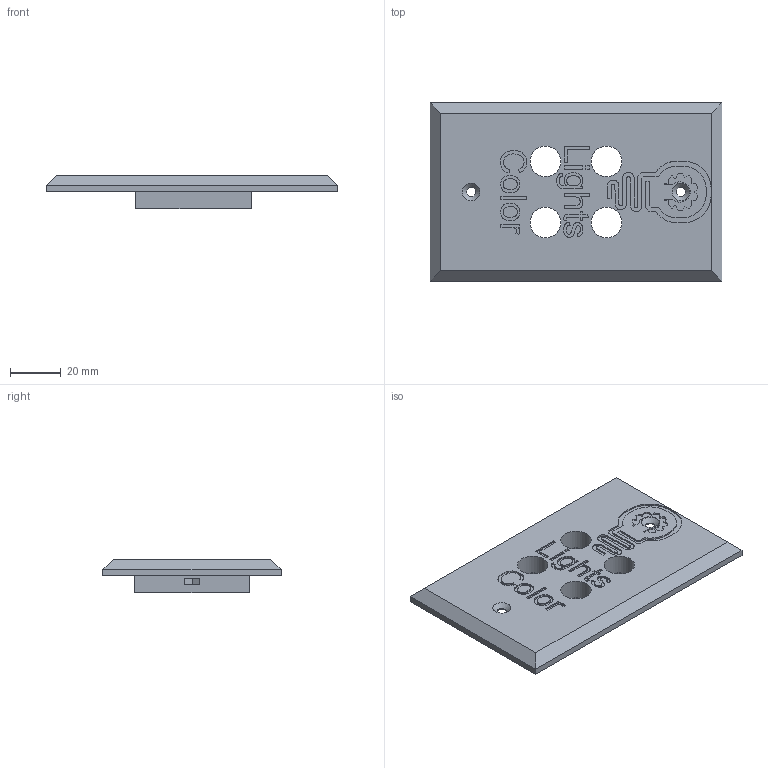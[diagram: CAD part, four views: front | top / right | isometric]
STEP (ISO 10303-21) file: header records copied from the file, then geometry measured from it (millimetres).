
FILE_DESCRIPTION(/* description */ (''),/* implementation_level */ '2;1');
FILE_NAME(/* name */ 'v2 4 button demo.step',/* time_stamp */ '2021-04-18T19:37:15-04:00',/* author */ (''),/* organization */ (''),/* preprocessor_version */ 'ST-DEVELOPER v18.1',/* originating_system */ 'Autodesk Translation Framework v10.6.0.1341',/* authorisation */ '');
FILE_SCHEMA (('AUTOMOTIVE_DESIGN { 1 0 10303 214 3 1 1 }'));
Length unit declared in the file: millimetre
Products named in the file (2): low cost button panel; custom embroidered
Assembly tree (1 placements, depth 2):
  low cost button panel
    custom embroidered
Bounding box: 114.3 x 69.85 x 13 mm (x, y, z)
Volume: 30902 mm3; surface area: 23092.1 mm2
Topology: 1 solids, 1 shells, 441 faces, 1220 edges, 810 vertices
Faces by surface type: plane 263, bspline 140, cylinder 36, cone 2
Full cylindrical faces by diameter (mm): 3.3 x4, 3.658 x2, 12 x4
Entity records: 14452 total; most frequent: CARTESIAN_POINT 3954, ORIENTED_EDGE 2440, DIRECTION 1642, EDGE_CURVE 1220, LINE 854, VECTOR 854, VERTEX_POINT 810, EDGE_LOOP 486
